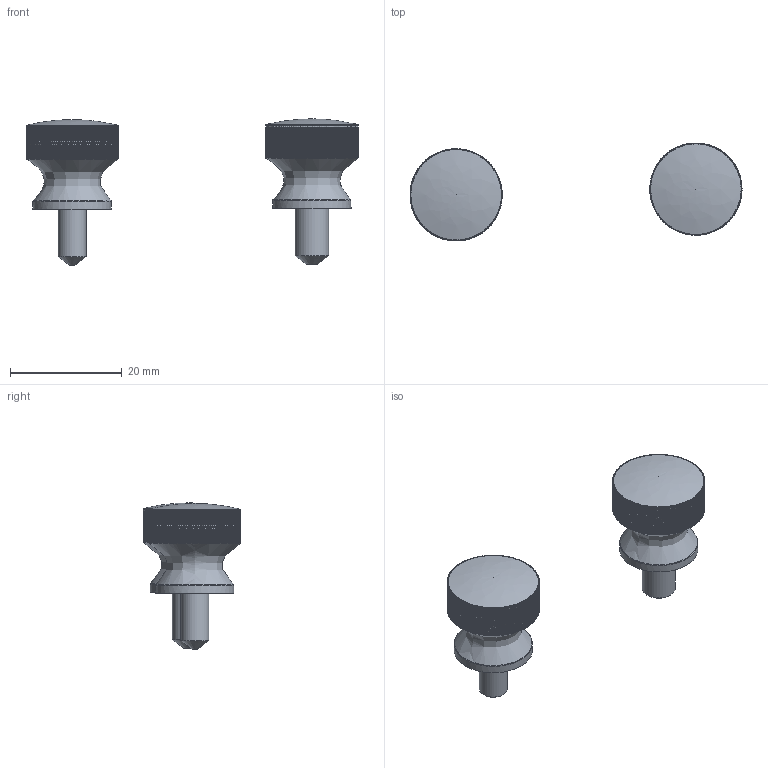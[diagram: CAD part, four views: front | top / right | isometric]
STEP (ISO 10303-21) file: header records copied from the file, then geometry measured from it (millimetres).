
FILE_DESCRIPTION(/* description */ (''),/* implementation_level */ '2;1');
FILE_NAME(/* name */ 'K-H16-M5_M.stp',/* time_stamp */ '2023-11-01T14:46:31+09:00',/* author */ ('user'),/* organization */ (''),/* preprocessor_version */ 'ST-DEVELOPER v15.6',/* originating_system */ 'Autodesk Inventor 2015',/* authorisation */ '');
FILE_SCHEMA (('AUTOMOTIVE_DESIGN { 1 0 10303 214 3 1 1 }'));
Products named in the file (3): K-H16-M5; K-H16-M6; K-H16-M5_M
Bounding box: 59.38 x 17.52 x 26.13 mm (x, y, z)
Volume: 5316.6 mm3; surface area: 2619.2 mm2
Topology: 2 solids, 2 shells, 2178 faces, 5076 edges, 2902 vertices
Faces by surface type: cylinder 964, bspline 488, sphere 480, plane 244, cone 2
Full cylindrical faces by diameter (mm): 5 x1, 6 x1, 14 x2
Entity records: 76212 total; most frequent: CARTESIAN_POINT 30735, ORIENTED_EDGE 10132, DIRECTION 8694, EDGE_CURVE 5066, AXIS2_PLACEMENT_3D 3867, VERTEX_POINT 2900, EDGE_LOOP 2186, FACE_OUTER_BOUND 2178
